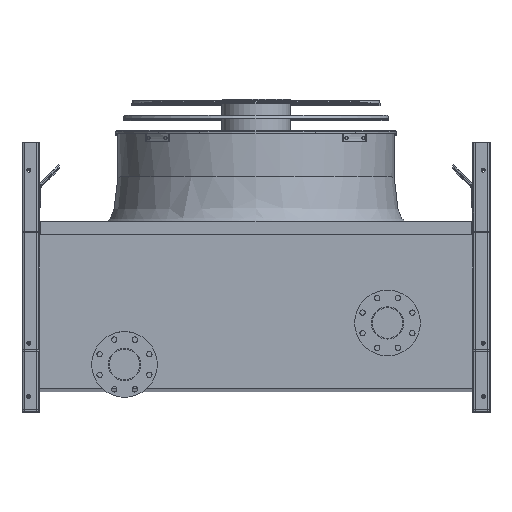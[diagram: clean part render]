
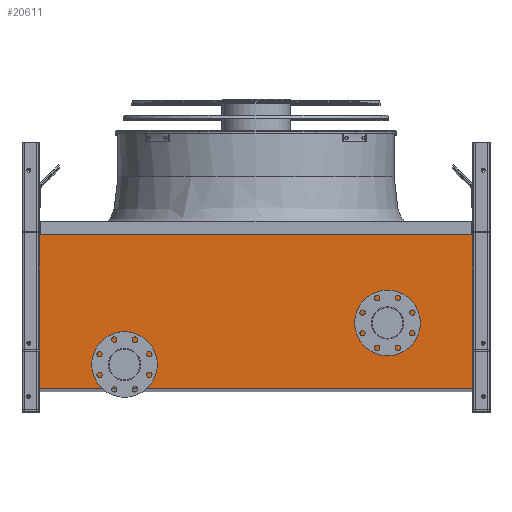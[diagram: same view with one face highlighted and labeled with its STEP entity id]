
A CAD part, top view. The second image highlights one B-rep face of the part: STEP entity #20611.
In plain terms, the highlighted planar face has unit normal (0, 0, 1).
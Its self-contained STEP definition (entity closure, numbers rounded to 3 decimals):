
#249 = FACE_OUTER_BOUND ( 'NONE', #7410, .T. ) ;
#310 = ORIENTED_EDGE ( 'NONE', *, *, #16076, .T. ) ;
#336 = CARTESIAN_POINT ( 'NONE',  ( -725., 515., 240. ) ) ;
#693 = VERTEX_POINT ( 'NONE', #7040 ) ;
#825 = VERTEX_POINT ( 'NONE', #7262 ) ;
#838 = FACE_BOUND ( 'NONE', #4132, .T. ) ;
#2229 = DIRECTION ( 'NONE',  ( 0., -1., 0. ) ) ;
#2472 = CARTESIAN_POINT ( 'NONE',  ( 440., 220., 240. ) ) ;
#3561 = ORIENTED_EDGE ( 'NONE', *, *, #16038, .T. ) ;
#3612 = EDGE_LOOP ( 'NONE', ( #3561 ) ) ;
#3796 = CIRCLE ( 'NONE', #15359, 54. ) ;
#4132 = EDGE_LOOP ( 'NONE', ( #20037 ) ) ;
#4361 = DIRECTION ( 'NONE',  ( 1., 0., 0. ) ) ;
#4378 = VECTOR ( 'NONE', #17047, 1000. ) ;
#4974 = CIRCLE ( 'NONE', #15465, 54. ) ;
#5431 = CARTESIAN_POINT ( 'NONE',  ( 725., 515., 240. ) ) ;
#5702 = VERTEX_POINT ( 'NONE', #17950 ) ;
#5843 = FACE_BOUND ( 'NONE', #3612, .T. ) ;
#6088 = DIRECTION ( 'NONE',  ( -1., 0., 0. ) ) ;
#6291 = VERTEX_POINT ( 'NONE', #6484 ) ;
#6484 = CARTESIAN_POINT ( 'NONE',  ( 725., 0., 240. ) ) ;
#7040 = CARTESIAN_POINT ( 'NONE',  ( 494., 220., 240. ) ) ;
#7262 = CARTESIAN_POINT ( 'NONE',  ( -725., 515., 240. ) ) ;
#7410 = EDGE_LOOP ( 'NONE', ( #15444, #13396, #11413, #310 ) ) ;
#7871 = CARTESIAN_POINT ( 'NONE',  ( -440., 81., 240. ) ) ;
#8233 = CARTESIAN_POINT ( 'NONE',  ( 0., 0., 240. ) ) ;
#8314 = DIRECTION ( 'NONE',  ( 1., 0., 0. ) ) ;
#8320 = VERTEX_POINT ( 'NONE', #15243 ) ;
#9182 = AXIS2_PLACEMENT_3D ( 'NONE', #8233, #19123, #8314 ) ;
#9336 = LINE ( 'NONE', #18719, #4378 ) ;
#9748 = DIRECTION ( 'NONE',  ( 0., 1., 0. ) ) ;
#11413 = ORIENTED_EDGE ( 'NONE', *, *, #16072, .T. ) ;
#13396 = ORIENTED_EDGE ( 'NONE', *, *, #16043, .T. ) ;
#14211 = VECTOR ( 'NONE', #2229, 1000. ) ;
#15181 = CARTESIAN_POINT ( 'NONE',  ( -725., 0., 240. ) ) ;
#15243 = CARTESIAN_POINT ( 'NONE',  ( -725., 0., 240. ) ) ;
#15265 = CARTESIAN_POINT ( 'NONE',  ( 725., 515., 240. ) ) ;
#15359 = AXIS2_PLACEMENT_3D ( 'NONE', #2472, #15424, #4361 ) ;
#15363 = LINE ( 'NONE', #336, #14211 ) ;
#15424 = DIRECTION ( 'NONE',  ( 0., 0., 1. ) ) ;
#15444 = ORIENTED_EDGE ( 'NONE', *, *, #16035, .T. ) ;
#15465 = AXIS2_PLACEMENT_3D ( 'NONE', #7871, #20440, #9748 ) ;
#15625 = PLANE ( 'NONE',  #9182 ) ;
#16035 = EDGE_CURVE ( 'NONE', #825, #8320, #15363, .T. ) ;
#16038 = EDGE_CURVE ( 'NONE', #5702, #5702, #4974, .T. ) ;
#16043 = EDGE_CURVE ( 'NONE', #8320, #6291, #22889, .T. ) ;
#16072 = EDGE_CURVE ( 'NONE', #6291, #18807, #9336, .T. ) ;
#16076 = EDGE_CURVE ( 'NONE', #18807, #825, #18383, .T. ) ;
#16113 = EDGE_CURVE ( 'NONE', #693, #693, #3796, .T. ) ;
#17047 = DIRECTION ( 'NONE',  ( 0., 1., 0. ) ) ;
#17837 = VECTOR ( 'NONE', #6088, 1000. ) ;
#17950 = CARTESIAN_POINT ( 'NONE',  ( -440., 135., 240. ) ) ;
#18383 = LINE ( 'NONE', #15265, #17837 ) ;
#18719 = CARTESIAN_POINT ( 'NONE',  ( 725., 0., 240. ) ) ;
#18807 = VERTEX_POINT ( 'NONE', #5431 ) ;
#18916 = VECTOR ( 'NONE', #22182, 1000. ) ;
#19123 = DIRECTION ( 'NONE',  ( 0., 0., 1. ) ) ;
#20037 = ORIENTED_EDGE ( 'NONE', *, *, #16113, .F. ) ;
#20440 = DIRECTION ( 'NONE',  ( 0., 0., -1. ) ) ;
#20611 = ADVANCED_FACE ( 'NONE', ( #5843, #249, #838 ), #15625, .T. ) ;
#22182 = DIRECTION ( 'NONE',  ( 1., 0., 0. ) ) ;
#22889 = LINE ( 'NONE', #15181, #18916 ) ;
